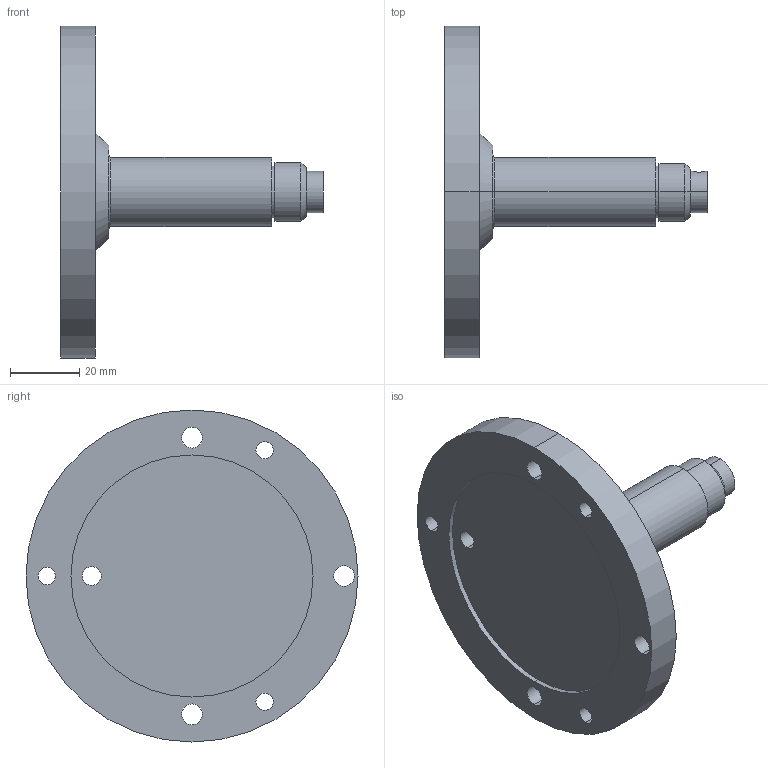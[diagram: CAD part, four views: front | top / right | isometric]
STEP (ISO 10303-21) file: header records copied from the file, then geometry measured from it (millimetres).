
FILE_DESCRIPTION (( 'STEP AP203' ), '1' );
FILE_NAME ('Axe_200-464_Défaut_sldprt.STEP', '2017-12-12T20:31:40', ( '' ), ( '' ), 'SwSTEP 2.0', 'SolidWorks 2016', '' );
FILE_SCHEMA (( 'CONFIG_CONTROL_DESIGN' ));
Length unit declared in the file: millimetre
Products named in the file (1): Axe_200-464_Défaut_sldprt
Bounding box: 76 x 96 x 96 mm (x, y, z)
Volume: 85160.4 mm3; surface area: 22755.5 mm2
Topology: 1 solids, 1 shells, 53 faces, 129 edges, 81 vertices
Faces by surface type: cylinder 32, plane 12, cone 7, torus 2
Entity records: 1727 total; most frequent: CARTESIAN_POINT 330, DIRECTION 300, ORIENTED_EDGE 254, EDGE_CURVE 127, AXIS2_PLACEMENT_3D 125, VERTEX_POINT 81, EDGE_LOOP 74, CIRCLE 71
